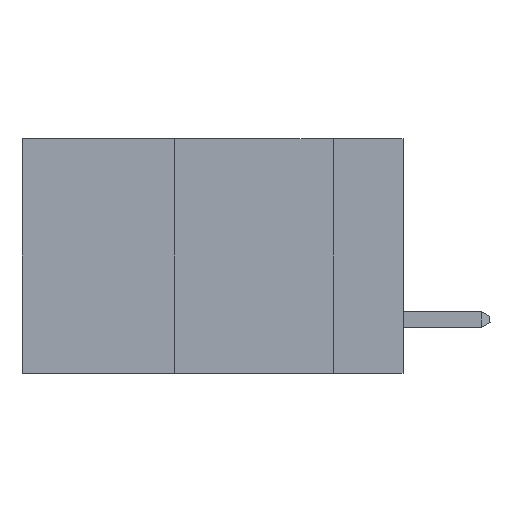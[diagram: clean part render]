
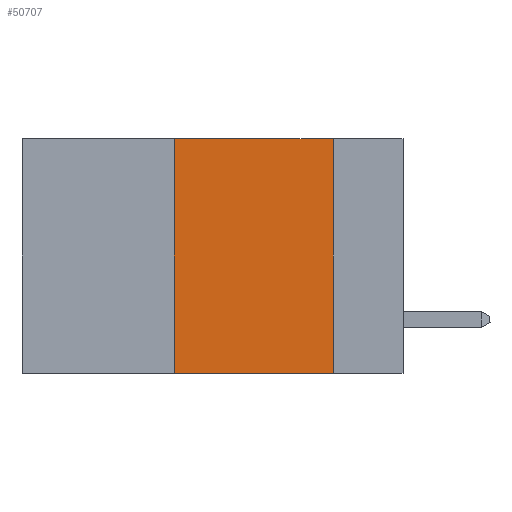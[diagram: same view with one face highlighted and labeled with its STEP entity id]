
A CAD part, left-side view. The second image highlights one B-rep face of the part: STEP entity #50707.
In plain terms, the highlighted planar face has unit normal (-1, 0, 0).
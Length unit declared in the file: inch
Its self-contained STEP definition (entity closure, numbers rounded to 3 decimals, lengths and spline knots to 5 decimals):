
#341 = VECTOR ( 'NONE', #31671, 39.37008 ) ;
#517 = VERTEX_POINT ( 'NONE', #44902 ) ;
#1210 = EDGE_CURVE ( 'NONE', #517, #15668, #18161, .T. ) ;
#1946 = DIRECTION ( 'NONE',  ( 1., 0., 0. ) ) ;
#3824 = ORIENTED_EDGE ( 'NONE', *, *, #36083, .F. ) ;
#3931 = LINE ( 'NONE', #8592, #35803 ) ;
#4463 = DIRECTION ( 'NONE',  ( 0., -1., 0. ) ) ;
#5947 = ORIENTED_EDGE ( 'NONE', *, *, #10690, .F. ) ;
#8592 = CARTESIAN_POINT ( 'NONE',  ( 0., 0.6, -0.37 ) ) ;
#10690 = EDGE_CURVE ( 'NONE', #20686, #28094, #40803, .T. ) ;
#10908 = CARTESIAN_POINT ( 'NONE',  ( 0., 0.6, 0. ) ) ;
#12553 = LINE ( 'NONE', #24680, #15708 ) ;
#15101 = CARTESIAN_POINT ( 'NONE',  ( 0., 0.11, 0. ) ) ;
#15668 = VERTEX_POINT ( 'NONE', #30012 ) ;
#15708 = VECTOR ( 'NONE', #20061, 39.37008 ) ;
#17523 = PLANE ( 'NONE',  #47610 ) ;
#18161 = LINE ( 'NONE', #15101, #341 ) ;
#20061 = DIRECTION ( 'NONE',  ( 0., -1., 0. ) ) ;
#20686 = VERTEX_POINT ( 'NONE', #47965 ) ;
#21477 = DIRECTION ( 'NONE',  ( 0., 0., -1. ) ) ;
#23148 = CARTESIAN_POINT ( 'NONE',  ( 0., 0.36, 0. ) ) ;
#24680 = CARTESIAN_POINT ( 'NONE',  ( 0., 0.6, 0. ) ) ;
#27384 = VECTOR ( 'NONE', #43108, 39.37008 ) ;
#28094 = VERTEX_POINT ( 'NONE', #23148 ) ;
#30012 = CARTESIAN_POINT ( 'NONE',  ( 0., 0.11, -0.37 ) ) ;
#31293 = CARTESIAN_POINT ( 'NONE',  ( 0., 0.36, 0. ) ) ;
#31671 = DIRECTION ( 'NONE',  ( 0., 0., -1. ) ) ;
#31737 = FACE_OUTER_BOUND ( 'NONE', #50276, .T. ) ;
#35803 = VECTOR ( 'NONE', #4463, 39.37008 ) ;
#36083 = EDGE_CURVE ( 'NONE', #28094, #517, #12553, .T. ) ;
#39142 = ORIENTED_EDGE ( 'NONE', *, *, #47914, .T. ) ;
#40803 = LINE ( 'NONE', #31293, #27384 ) ;
#43108 = DIRECTION ( 'NONE',  ( 0., 0., 1. ) ) ;
#44902 = CARTESIAN_POINT ( 'NONE',  ( 0., 0.11, 0. ) ) ;
#47012 = ORIENTED_EDGE ( 'NONE', *, *, #1210, .F. ) ;
#47610 = AXIS2_PLACEMENT_3D ( 'NONE', #10908, #1946, #21477 ) ;
#47914 = EDGE_CURVE ( 'NONE', #20686, #15668, #3931, .T. ) ;
#47965 = CARTESIAN_POINT ( 'NONE',  ( 0., 0.36, -0.37 ) ) ;
#50276 = EDGE_LOOP ( 'NONE', ( #47012, #3824, #5947, #39142 ) ) ;
#50707 = ADVANCED_FACE ( 'NONE', ( #31737 ), #17523, .F. ) ;
